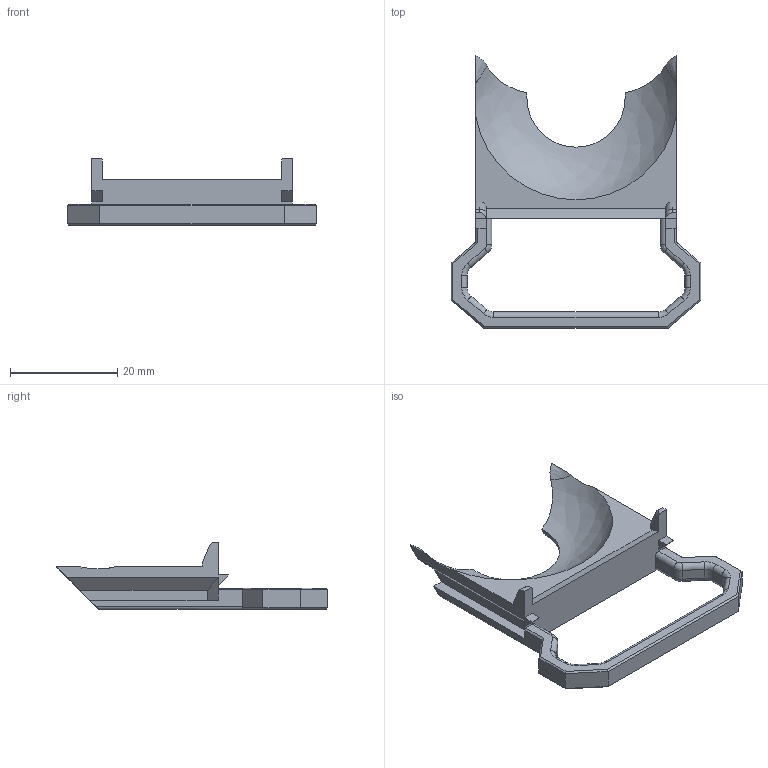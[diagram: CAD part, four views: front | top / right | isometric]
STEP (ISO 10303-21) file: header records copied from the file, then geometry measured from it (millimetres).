
FILE_DESCRIPTION(/* description */ ('','CAx-IF Rec.Pracs.---Representation and Presentation of Product Manufacturing Information (PMI)---4.0---2014-10-13'),/* implementation_level */ '2;1');
FILE_NAME(/* name */ 'External Sliding Pit.step',/* time_stamp */ '2024-12-08T19:58:14+01:00',/* author */ (''),/* organization */ (''),/* preprocessor_version */ 'ST-DEVELOPER v20',/* originating_system */ 'Autodesk Translation Framework v13.20.0.188',/* authorisation */ '');
FILE_SCHEMA (('AP242_MANAGED_MODEL_BASED_3D_ENGINEERING_MIM_LF { 1 0 10303 442 1 1 4 }'));
Length unit declared in the file: millimetre
Products named in the file (1): Adapter Datei Gehäuse V5
Bounding box: 46.59 x 50.75 x 12.5 mm (x, y, z)
Volume: 4701 mm3; surface area: 3690.5 mm2
Topology: 1 solids, 1 shells, 128 faces, 325 edges, 198 vertices
Faces by surface type: plane 71, cylinder 37, torus 13, bspline 7
Entity records: 3993 total; most frequent: CARTESIAN_POINT 880, ORIENTED_EDGE 650, DIRECTION 647, EDGE_CURVE 325, LINE 219, VECTOR 219, AXIS2_PLACEMENT_3D 214, VERTEX_POINT 198
